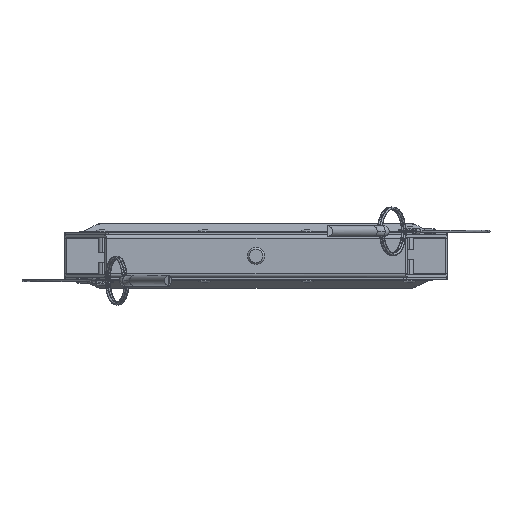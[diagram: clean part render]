
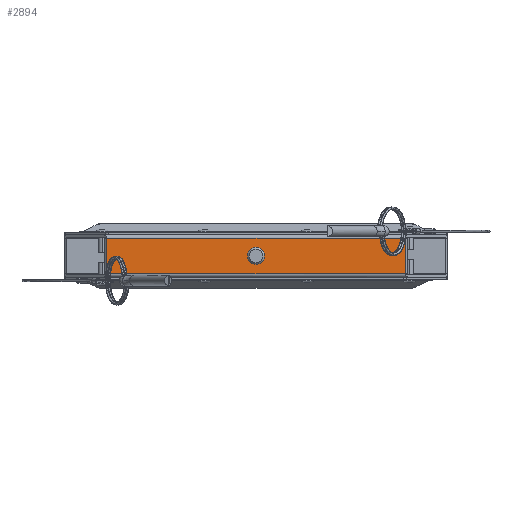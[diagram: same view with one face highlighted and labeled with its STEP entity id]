
A CAD part, front view. The second image highlights one B-rep face of the part: STEP entity #2894.
In plain terms, the highlighted planar face has unit normal (0, -1, 0).
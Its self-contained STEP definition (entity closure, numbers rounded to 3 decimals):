
#383 = DIRECTION ( 'NONE',  ( -1., 0., 0. ) ) ;
#513 = EDGE_CURVE ( 'NONE', #3279, #8731, #13500, .T. ) ;
#687 = CARTESIAN_POINT ( 'NONE',  ( -87.5, -12.5, 10.5 ) ) ;
#775 = CARTESIAN_POINT ( 'NONE',  ( 87.5, -12.5, -10.5 ) ) ;
#961 = CARTESIAN_POINT ( 'NONE',  ( 112.5, -12.5, -10.5 ) ) ;
#986 = ORIENTED_EDGE ( 'NONE', *, *, #7119, .T. ) ;
#1159 = EDGE_CURVE ( 'NONE', #5704, #7058, #5435, .T. ) ;
#1352 = FACE_OUTER_BOUND ( 'NONE', #11302, .T. ) ;
#1497 = DIRECTION ( 'NONE',  ( 0., 0., -1. ) ) ;
#1602 = VECTOR ( 'NONE', #13621, 1000. ) ;
#1611 = EDGE_CURVE ( 'NONE', #3279, #1770, #6963, .T. ) ;
#1770 = VERTEX_POINT ( 'NONE', #687 ) ;
#1810 = CARTESIAN_POINT ( 'NONE',  ( 0., -12.5, -5. ) ) ;
#2016 = LINE ( 'NONE', #9983, #5823 ) ;
#2165 = DIRECTION ( 'NONE',  ( 1., 0., 0. ) ) ;
#2894 = ADVANCED_FACE ( 'NONE', ( #6165, #1352 ), #13371, .F. ) ;
#3037 = ORIENTED_EDGE ( 'NONE', *, *, #3445, .T. ) ;
#3279 = VERTEX_POINT ( 'NONE', #10544 ) ;
#3445 = EDGE_CURVE ( 'NONE', #13253, #1770, #2016, .T. ) ;
#3617 = VECTOR ( 'NONE', #11108, 1000. ) ;
#4385 = LINE ( 'NONE', #11425, #1602 ) ;
#5435 = CIRCLE ( 'NONE', #8130, 5. ) ;
#5670 = CARTESIAN_POINT ( 'NONE',  ( 87.5, -12.5, 10.5 ) ) ;
#5704 = VERTEX_POINT ( 'NONE', #1810 ) ;
#5823 = VECTOR ( 'NONE', #383, 1000. ) ;
#6165 = FACE_BOUND ( 'NONE', #9658, .T. ) ;
#6963 = LINE ( 'NONE', #12199, #3617 ) ;
#7058 = VERTEX_POINT ( 'NONE', #7278 ) ;
#7119 = EDGE_CURVE ( 'NONE', #8731, #13253, #4385, .T. ) ;
#7278 = CARTESIAN_POINT ( 'NONE',  ( 0., -12.5, 5. ) ) ;
#7401 = ORIENTED_EDGE ( 'NONE', *, *, #1159, .F. ) ;
#7422 = CIRCLE ( 'NONE', #7616, 5. ) ;
#7616 = AXIS2_PLACEMENT_3D ( 'NONE', #9099, #9150, #11153 ) ;
#7728 = ORIENTED_EDGE ( 'NONE', *, *, #13557, .F. ) ;
#7954 = DIRECTION ( 'NONE',  ( 0., 0., 1. ) ) ;
#8052 = DIRECTION ( 'NONE',  ( 0., 1., 0. ) ) ;
#8130 = AXIS2_PLACEMENT_3D ( 'NONE', #10851, #13007, #1497 ) ;
#8731 = VERTEX_POINT ( 'NONE', #775 ) ;
#9099 = CARTESIAN_POINT ( 'NONE',  ( 0., -12.5, 0. ) ) ;
#9150 = DIRECTION ( 'NONE',  ( 0., -1., 0. ) ) ;
#9658 = EDGE_LOOP ( 'NONE', ( #7401, #7728 ) ) ;
#9983 = CARTESIAN_POINT ( 'NONE',  ( 112.5, -12.5, 10.5 ) ) ;
#10364 = AXIS2_PLACEMENT_3D ( 'NONE', #13460, #8052, #7954 ) ;
#10544 = CARTESIAN_POINT ( 'NONE',  ( -87.5, -12.5, -10.5 ) ) ;
#10625 = VECTOR ( 'NONE', #2165, 1000. ) ;
#10851 = CARTESIAN_POINT ( 'NONE',  ( 0., -12.5, 0. ) ) ;
#11108 = DIRECTION ( 'NONE',  ( 0., 0., 1. ) ) ;
#11153 = DIRECTION ( 'NONE',  ( 0., 0., -1. ) ) ;
#11302 = EDGE_LOOP ( 'NONE', ( #12264, #986, #3037, #12222 ) ) ;
#11425 = CARTESIAN_POINT ( 'NONE',  ( 87.5, -12.5, -12.5 ) ) ;
#12199 = CARTESIAN_POINT ( 'NONE',  ( -87.5, -12.5, -12.5 ) ) ;
#12222 = ORIENTED_EDGE ( 'NONE', *, *, #1611, .F. ) ;
#12264 = ORIENTED_EDGE ( 'NONE', *, *, #513, .T. ) ;
#13007 = DIRECTION ( 'NONE',  ( 0., -1., 0. ) ) ;
#13253 = VERTEX_POINT ( 'NONE', #5670 ) ;
#13371 = PLANE ( 'NONE',  #10364 ) ;
#13460 = CARTESIAN_POINT ( 'NONE',  ( 112.5, -12.5, 12.5 ) ) ;
#13500 = LINE ( 'NONE', #961, #10625 ) ;
#13557 = EDGE_CURVE ( 'NONE', #7058, #5704, #7422, .T. ) ;
#13621 = DIRECTION ( 'NONE',  ( 0., 0., 1. ) ) ;
